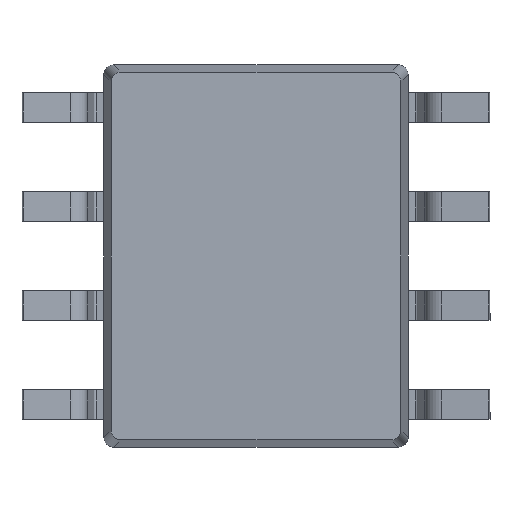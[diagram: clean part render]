
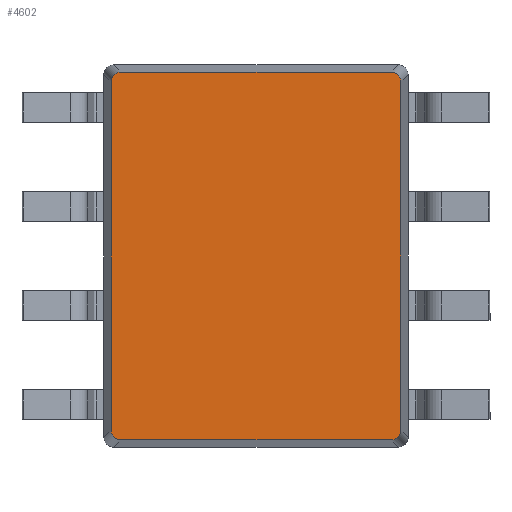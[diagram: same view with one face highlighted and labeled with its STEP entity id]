
A CAD part, front view. The second image highlights one B-rep face of the part: STEP entity #4602.
In plain terms, the highlighted planar face has unit normal (0, -1, 0).
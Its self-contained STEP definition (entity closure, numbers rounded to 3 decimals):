
#26 = VERTEX_POINT ( 'NONE', #4555 ) ;
#27 = CARTESIAN_POINT ( 'NONE',  ( -1.733, 0.25, 2.359 ) ) ;
#82 = VECTOR ( 'NONE', #4131, 1000. ) ;
#152 = DIRECTION ( 'NONE',  ( 0., -1., 0. ) ) ;
#186 = CARTESIAN_POINT ( 'NONE',  ( -1.859, 0.25, -2.307 ) ) ;
#194 =( BOUNDED_CURVE ( )  B_SPLINE_CURVE ( 3, ( #4164, #186, #1971, #547 ),
 .UNSPECIFIED., .F., .T. ) 
 B_SPLINE_CURVE_WITH_KNOTS ( ( 4, 4 ),
 ( 5.507, 7.059 ),
 .UNSPECIFIED. ) 
 CURVE ( )  GEOMETRIC_REPRESENTATION_ITEM ( )  RATIONAL_B_SPLINE_CURVE ( ( 1., 0.809, 0.809, 1. ) ) 
 REPRESENTATION_ITEM ( '' )  );
#239 = VERTEX_POINT ( 'NONE', #3204 ) ;
#257 = CARTESIAN_POINT ( 'NONE',  ( 0., 0.25, -2.359 ) ) ;
#310 = CARTESIAN_POINT ( 'NONE',  ( 1.807, 0.25, -2.359 ) ) ;
#330 =( BOUNDED_CURVE ( )  B_SPLINE_CURVE ( 3, ( #3615, #2911, #758, #1123 ),
 .UNSPECIFIED., .F., .T. ) 
 B_SPLINE_CURVE_WITH_KNOTS ( ( 4, 4 ),
 ( 5.507, 7.059 ),
 .UNSPECIFIED. ) 
 CURVE ( )  GEOMETRIC_REPRESENTATION_ITEM ( )  RATIONAL_B_SPLINE_CURVE ( ( 1., 0.809, 0.809, 1. ) ) 
 REPRESENTATION_ITEM ( '' )  );
#391 = ORIENTED_EDGE ( 'NONE', *, *, #1268, .T. ) ;
#547 = CARTESIAN_POINT ( 'NONE',  ( -1.733, 0.25, -2.359 ) ) ;
#561 = EDGE_CURVE ( 'NONE', #239, #3965, #3790, .T. ) ;
#758 = CARTESIAN_POINT ( 'NONE',  ( 1.807, 0.25, 2.359 ) ) ;
#788 = CARTESIAN_POINT ( 'NONE',  ( 0., 0.25, 2.359 ) ) ;
#854 = EDGE_CURVE ( 'NONE', #4134, #4372, #1330, .T. ) ;
#876 = CARTESIAN_POINT ( 'NONE',  ( 0., 0.25, 0. ) ) ;
#898 = EDGE_CURVE ( 'NONE', #26, #1688, #330, .T. ) ;
#1046 = CARTESIAN_POINT ( 'NONE',  ( 1.859, 0.25, -2.307 ) ) ;
#1049 = LINE ( 'NONE', #3782, #82 ) ;
#1123 = CARTESIAN_POINT ( 'NONE',  ( 1.733, 0.25, 2.359 ) ) ;
#1239 = CARTESIAN_POINT ( 'NONE',  ( 1.733, 0.25, -2.359 ) ) ;
#1267 = ORIENTED_EDGE ( 'NONE', *, *, #854, .T. ) ;
#1268 = EDGE_CURVE ( 'NONE', #3965, #3469, #2803, .T. ) ;
#1330 =( BOUNDED_CURVE ( )  B_SPLINE_CURVE ( 3, ( #27, #2556, #2156, #2892 ),
 .UNSPECIFIED., .F., .T. ) 
 B_SPLINE_CURVE_WITH_KNOTS ( ( 4, 4 ),
 ( 5.507, 7.059 ),
 .UNSPECIFIED. ) 
 CURVE ( )  GEOMETRIC_REPRESENTATION_ITEM ( )  RATIONAL_B_SPLINE_CURVE ( ( 1., 0.809, 0.809, 1. ) ) 
 REPRESENTATION_ITEM ( '' )  );
#1348 = DIRECTION ( 'NONE',  ( 0., 0., 1. ) ) ;
#1365 = LINE ( 'NONE', #3880, #1639 ) ;
#1379 = CARTESIAN_POINT ( 'NONE',  ( 1.859, 0.25, -2.233 ) ) ;
#1514 = EDGE_CURVE ( 'NONE', #1688, #4134, #2839, .T. ) ;
#1526 = EDGE_CURVE ( 'NONE', #1954, #239, #194, .T. ) ;
#1571 = CARTESIAN_POINT ( 'NONE',  ( -1.859, 0.25, -2.233 ) ) ;
#1585 = FACE_OUTER_BOUND ( 'NONE', #2846, .T. ) ;
#1593 = DIRECTION ( 'NONE',  ( -1., 0., 0. ) ) ;
#1639 = VECTOR ( 'NONE', #1348, 1000. ) ;
#1688 = VERTEX_POINT ( 'NONE', #3472 ) ;
#1846 = ORIENTED_EDGE ( 'NONE', *, *, #2617, .T. ) ;
#1943 = VECTOR ( 'NONE', #3805, 1000. ) ;
#1954 = VERTEX_POINT ( 'NONE', #1571 ) ;
#1966 = DIRECTION ( 'NONE',  ( 1., 0., 0. ) ) ;
#1971 = CARTESIAN_POINT ( 'NONE',  ( -1.807, 0.25, -2.359 ) ) ;
#2122 = CARTESIAN_POINT ( 'NONE',  ( 1.733, 0.25, -2.359 ) ) ;
#2156 = CARTESIAN_POINT ( 'NONE',  ( -1.859, 0.25, 2.307 ) ) ;
#2182 = ORIENTED_EDGE ( 'NONE', *, *, #1526, .T. ) ;
#2216 = VECTOR ( 'NONE', #1593, 1000. ) ;
#2556 = CARTESIAN_POINT ( 'NONE',  ( -1.807, 0.25, 2.359 ) ) ;
#2617 = EDGE_CURVE ( 'NONE', #4372, #1954, #1049, .T. ) ;
#2803 =( BOUNDED_CURVE ( )  B_SPLINE_CURVE ( 3, ( #2122, #310, #1046, #1379 ),
 .UNSPECIFIED., .F., .T. ) 
 B_SPLINE_CURVE_WITH_KNOTS ( ( 4, 4 ),
 ( 5.507, 7.059 ),
 .UNSPECIFIED. ) 
 CURVE ( )  GEOMETRIC_REPRESENTATION_ITEM ( )  RATIONAL_B_SPLINE_CURVE ( ( 1., 0.809, 0.809, 1. ) ) 
 REPRESENTATION_ITEM ( '' )  );
#2825 = CARTESIAN_POINT ( 'NONE',  ( -1.733, 0.25, 2.359 ) ) ;
#2839 = LINE ( 'NONE', #788, #2216 ) ;
#2846 = EDGE_LOOP ( 'NONE', ( #1846, #2182, #2976, #391, #3212, #3754, #4286, #1267 ) ) ;
#2892 = CARTESIAN_POINT ( 'NONE',  ( -1.859, 0.25, 2.233 ) ) ;
#2911 = CARTESIAN_POINT ( 'NONE',  ( 1.859, 0.25, 2.307 ) ) ;
#2976 = ORIENTED_EDGE ( 'NONE', *, *, #561, .T. ) ;
#3204 = CARTESIAN_POINT ( 'NONE',  ( -1.733, 0.25, -2.359 ) ) ;
#3212 = ORIENTED_EDGE ( 'NONE', *, *, #4451, .T. ) ;
#3302 = CARTESIAN_POINT ( 'NONE',  ( -1.859, 0.25, 2.233 ) ) ;
#3344 = CARTESIAN_POINT ( 'NONE',  ( 1.859, 0.25, -2.233 ) ) ;
#3469 = VERTEX_POINT ( 'NONE', #3344 ) ;
#3472 = CARTESIAN_POINT ( 'NONE',  ( 1.733, 0.25, 2.359 ) ) ;
#3615 = CARTESIAN_POINT ( 'NONE',  ( 1.859, 0.25, 2.233 ) ) ;
#3754 = ORIENTED_EDGE ( 'NONE', *, *, #898, .T. ) ;
#3782 = CARTESIAN_POINT ( 'NONE',  ( -1.859, 0.25, 0. ) ) ;
#3790 = LINE ( 'NONE', #257, #1943 ) ;
#3805 = DIRECTION ( 'NONE',  ( 1., 0., 0. ) ) ;
#3880 = CARTESIAN_POINT ( 'NONE',  ( 1.859, 0.25, 0. ) ) ;
#3943 = AXIS2_PLACEMENT_3D ( 'NONE', #876, #152, #1966 ) ;
#3965 = VERTEX_POINT ( 'NONE', #1239 ) ;
#4059 = PLANE ( 'NONE',  #3943 ) ;
#4131 = DIRECTION ( 'NONE',  ( 0., 0., -1. ) ) ;
#4134 = VERTEX_POINT ( 'NONE', #2825 ) ;
#4164 = CARTESIAN_POINT ( 'NONE',  ( -1.859, 0.25, -2.233 ) ) ;
#4286 = ORIENTED_EDGE ( 'NONE', *, *, #1514, .T. ) ;
#4372 = VERTEX_POINT ( 'NONE', #3302 ) ;
#4451 = EDGE_CURVE ( 'NONE', #3469, #26, #1365, .T. ) ;
#4555 = CARTESIAN_POINT ( 'NONE',  ( 1.859, 0.25, 2.233 ) ) ;
#4602 = ADVANCED_FACE ( 'NONE', ( #1585 ), #4059, .T. ) ;
